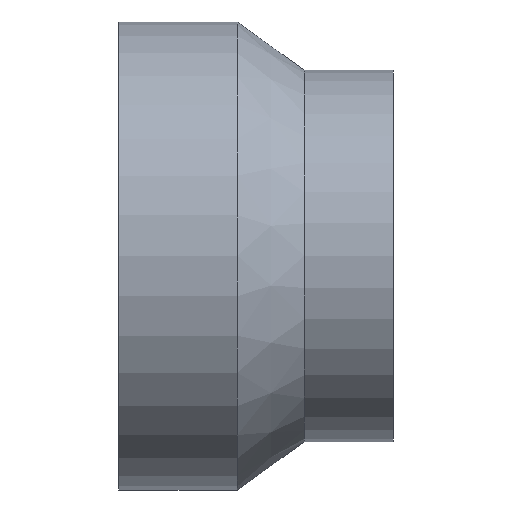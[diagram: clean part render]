
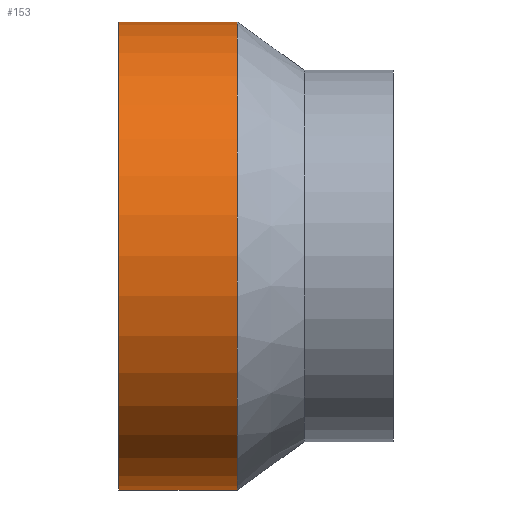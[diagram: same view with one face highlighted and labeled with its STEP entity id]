
A CAD part, top view. The second image highlights one B-rep face of the part: STEP entity #153.
In plain terms, the highlighted cylindrical face has radius 157.5 mm (diameter 315 mm), a partial arc.
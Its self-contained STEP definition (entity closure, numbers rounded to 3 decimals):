
#93 = VERTEX_POINT( '', #230 );
#107 = EDGE_CURVE( '', #139, #93, #246, .T. );
#111 = EDGE_CURVE( '', #167, #149, #250, .T. );
#135 = EDGE_CURVE( '', #93, #167, #280, .T. );
#139 = VERTEX_POINT( '', #284 );
#149 = VERTEX_POINT( '', #294 );
#153 = ADVANCED_FACE( '', ( #298 ), #299, .T. );
#167 = VERTEX_POINT( '', #314 );
#183 = EDGE_CURVE( '', #139, #149, #331, .T. );
#230 = CARTESIAN_POINT( '', ( 80., -157.5, 0. ) );
#246 = LINE( '', #389, #390 );
#250 = LINE( '', #395, #396 );
#280 = CIRCLE( '', #432, 157.5 );
#284 = CARTESIAN_POINT( '', ( 0., -157.5, 0. ) );
#294 = CARTESIAN_POINT( '', ( 0., 157.5, 0. ) );
#298 = FACE_OUTER_BOUND( '', #457, .T. );
#299 = CYLINDRICAL_SURFACE( '', #458, 157.5 );
#314 = CARTESIAN_POINT( '', ( 80., 157.5, 0. ) );
#331 = CIRCLE( '', #503, 157.5 );
#389 = CARTESIAN_POINT( '', ( 40., -157.5, 0. ) );
#390 = VECTOR( '', #576, 1. );
#395 = CARTESIAN_POINT( '', ( 40., 157.5, 0. ) );
#396 = VECTOR( '', #577, 1. );
#432 = AXIS2_PLACEMENT_3D( '', #620, #621, #622 );
#457 = EDGE_LOOP( '', ( #635, #636, #637, #638 ) );
#458 = AXIS2_PLACEMENT_3D( '', #639, #640, #641 );
#503 = AXIS2_PLACEMENT_3D( '', #673, #674, #675 );
#576 = DIRECTION( '', ( 1., 0., 0. ) );
#577 = DIRECTION( '', ( -1., 0., 0. ) );
#620 = CARTESIAN_POINT( '', ( 80., 0., 0. ) );
#621 = DIRECTION( '', ( -1., 0., 0. ) );
#622 = DIRECTION( '', ( 0., 1., 0. ) );
#635 = ORIENTED_EDGE( '', *, *, #111, .T. );
#636 = ORIENTED_EDGE( '', *, *, #183, .F. );
#637 = ORIENTED_EDGE( '', *, *, #107, .T. );
#638 = ORIENTED_EDGE( '', *, *, #135, .T. );
#639 = CARTESIAN_POINT( '', ( 40., 0., 0. ) );
#640 = DIRECTION( '', ( 1., 0., 0. ) );
#641 = DIRECTION( '', ( 0., 1., 0. ) );
#673 = CARTESIAN_POINT( '', ( 0., 0., 0. ) );
#674 = DIRECTION( '', ( -1., 0., 0. ) );
#675 = DIRECTION( '', ( 0., 1., 0. ) );
